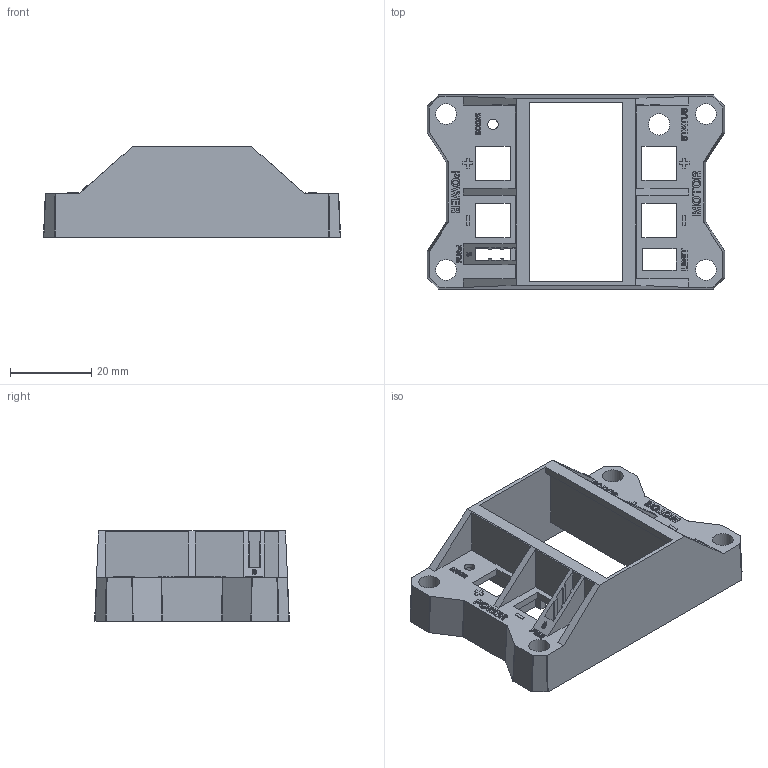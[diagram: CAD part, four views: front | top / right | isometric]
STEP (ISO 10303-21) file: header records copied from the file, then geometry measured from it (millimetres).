
FILE_DESCRIPTION(/* description */ (''),/* implementation_level */ '2;1');
FILE_NAME(/* name */ 'Spark_P01-REV-41_TOPSHELL.ipt.step',/* time_stamp */ '2017-01-04T15:02:34-08:00',/* author */ ('PhillipD'),/* organization */ (''),/* preprocessor_version */ 'ST-DEVELOPER v16.5',/* originating_system */ 'Autodesk Inventor 2017',/* authorisation */ '');
FILE_SCHEMA (('AUTOMOTIVE_DESIGN { 1 0 10303 214 3 1 1 }'));
Length unit declared in the file: millimetre
Products named in the file (1): Spark_P01-REV-41_TOPSHELL
Bounding box: 73.01 x 47.86 x 22.14 mm (x, y, z)
Volume: 11963.4 mm3; surface area: 15176.2 mm2
Topology: 1 solids, 1 shells, 731 faces, 2021 edges, 1346 vertices
Faces by surface type: plane 437, bspline 235, cylinder 55, cone 4
Full cylindrical faces by diameter (mm): 1.608 x4, 2.01 x4, 2.553 x1, 5.105 x4, 5.226 x1, 5.527 x1
Entity records: 24413 total; most frequent: CARTESIAN_POINT 6661, ORIENTED_EDGE 4004, DIRECTION 3020, EDGE_CURVE 2002, LINE 1410, VECTOR 1410, VERTEX_POINT 1346, EDGE_LOOP 830
